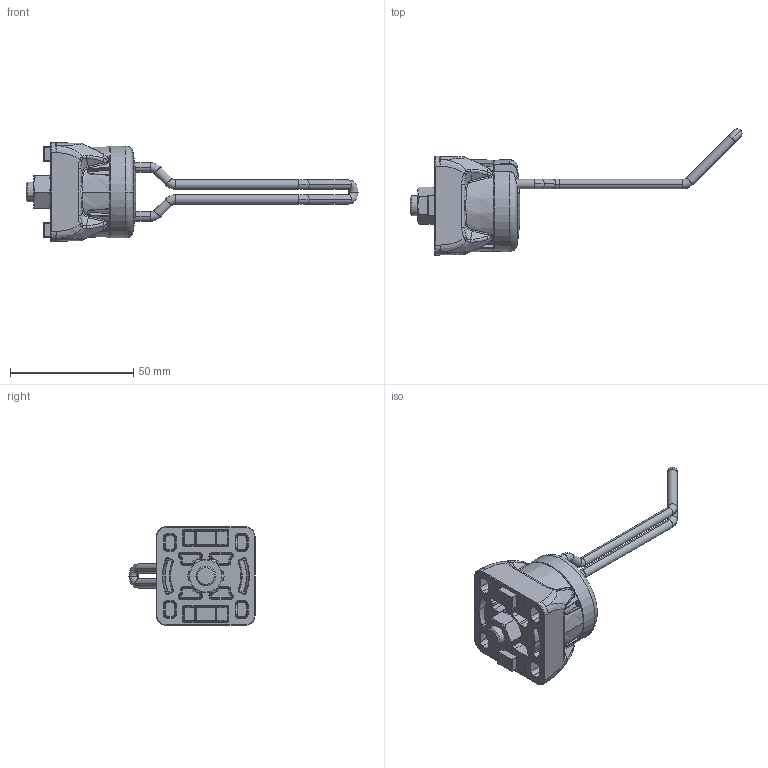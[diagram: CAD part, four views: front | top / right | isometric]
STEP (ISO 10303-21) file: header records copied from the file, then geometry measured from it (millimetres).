
FILE_DESCRIPTION (( 'STEP AP203' ), '1' );
FILE_NAME ('172525.step', '2025-08-14T18:02:16', ( '' ), ( '' ), 'SwSTEP 2.0', 'SolidWorks 2024', '' );
FILE_SCHEMA (( 'CONFIG_CONTROL_DESIGN' ));
Length unit declared in the file: millimetre
Products named in the file (1): 172525
Bounding box: 134.68 x 51.16 x 40 mm (x, y, z)
Volume: 40719.3 mm3; surface area: 22487.1 mm2
Topology: 7 solids, 7 shells, 1297 faces, 3087 edges, 1776 vertices
Faces by surface type: bspline 316, cylinder 308, plane 230, torus 216, cone 150, sphere 77
Entity records: 48564 total; most frequent: CARTESIAN_POINT 21258, ORIENTED_EDGE 6086, DIRECTION 5387, EDGE_CURVE 3043, AXIS2_PLACEMENT_3D 2284, VERTEX_POINT 1772, EDGE_LOOP 1319, CIRCLE 1302
